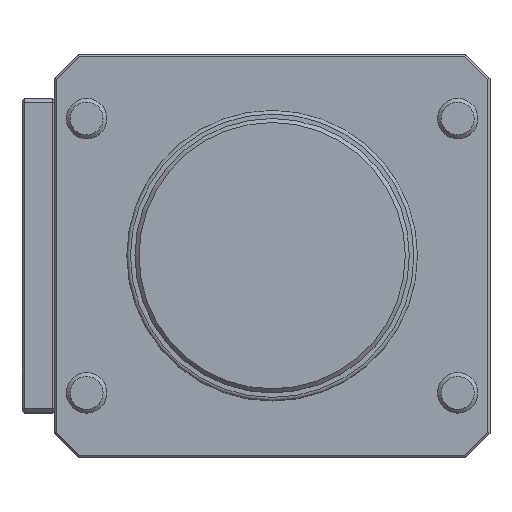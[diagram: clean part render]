
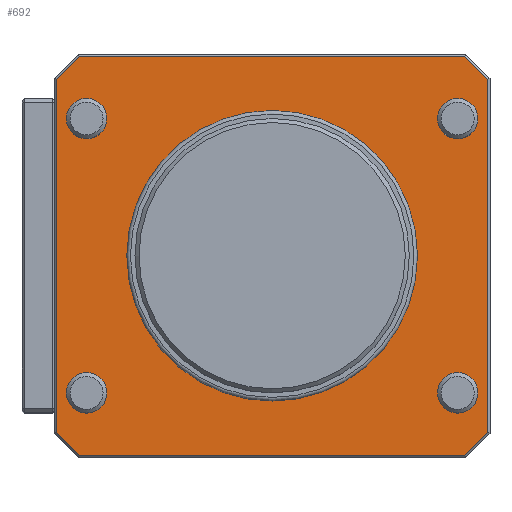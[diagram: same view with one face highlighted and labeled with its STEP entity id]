
A CAD part, top view. The second image highlights one B-rep face of the part: STEP entity #692.
In plain terms, the highlighted planar face has unit normal (0, 0, 1).
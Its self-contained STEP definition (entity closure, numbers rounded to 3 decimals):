
#107=LINE('',#3861,#325);
#111=LINE('',#3869,#329);
#112=LINE('',#3871,#330);
#114=LINE('',#3875,#332);
#132=LINE('',#3909,#350);
#188=LINE('',#4029,#406);
#198=LINE('',#4065,#416);
#203=LINE('',#4075,#421);
#325=VECTOR('',#2876,1.);
#329=VECTOR('',#2882,1.);
#330=VECTOR('',#2885,1.);
#332=VECTOR('',#2889,1.);
#350=VECTOR('',#2921,1.);
#406=VECTOR('',#3045,1.);
#416=VECTOR('',#3069,1.);
#421=VECTOR('',#3082,1.);
#527=FACE_BOUND('',#1111,.T.);
#528=FACE_BOUND('',#1112,.T.);
#529=FACE_BOUND('',#1113,.T.);
#530=FACE_BOUND('',#1114,.T.);
#531=FACE_BOUND('',#1115,.T.);
#532=FACE_BOUND('',#1116,.T.);
#692=ADVANCED_FACE('',(#527,#528,#529,#530,#531,#532),#855,.F.);
#855=PLANE('',#2618);
#1111=EDGE_LOOP('',(#1549));
#1112=EDGE_LOOP('',(#1550));
#1113=EDGE_LOOP('',(#1551));
#1114=EDGE_LOOP('',(#1552));
#1115=EDGE_LOOP('',(#1553));
#1116=EDGE_LOOP('',(#1554,#1555,#1556,#1557,#1558,#1559,#1560,#1561));
#1549=ORIENTED_EDGE('',*,*,#2270,.T.);
#1550=ORIENTED_EDGE('',*,*,#2271,.T.);
#1551=ORIENTED_EDGE('',*,*,#2272,.T.);
#1552=ORIENTED_EDGE('',*,*,#2273,.T.);
#1553=ORIENTED_EDGE('',*,*,#2274,.T.);
#1554=ORIENTED_EDGE('',*,*,#2269,.T.);
#1555=ORIENTED_EDGE('',*,*,#2264,.T.);
#1556=ORIENTED_EDGE('',*,*,#2167,.T.);
#1557=ORIENTED_EDGE('',*,*,#2165,.T.);
#1558=ORIENTED_EDGE('',*,*,#2164,.T.);
#1559=ORIENTED_EDGE('',*,*,#2185,.T.);
#1560=ORIENTED_EDGE('',*,*,#2160,.T.);
#1561=ORIENTED_EDGE('',*,*,#2250,.T.);
#1950=VERTEX_POINT('',#3855);
#1953=VERTEX_POINT('',#3860);
#1954=VERTEX_POINT('',#3864);
#1956=VERTEX_POINT('',#3868);
#1957=VERTEX_POINT('',#3872);
#1958=VERTEX_POINT('',#3876);
#1996=VERTEX_POINT('',#4028);
#2006=VERTEX_POINT('',#4066);
#2007=VERTEX_POINT('',#4078);
#2008=VERTEX_POINT('',#4080);
#2009=VERTEX_POINT('',#4082);
#2010=VERTEX_POINT('',#4084);
#2011=VERTEX_POINT('',#4086);
#2160=EDGE_CURVE('',#1950,#1953,#107,.T.);
#2164=EDGE_CURVE('',#1954,#1956,#111,.T.);
#2165=EDGE_CURVE('',#1957,#1954,#112,.T.);
#2167=EDGE_CURVE('',#1958,#1957,#114,.T.);
#2185=EDGE_CURVE('',#1956,#1950,#132,.T.);
#2250=EDGE_CURVE('',#1953,#1996,#188,.T.);
#2264=EDGE_CURVE('',#2006,#1958,#198,.T.);
#2269=EDGE_CURVE('',#1996,#2006,#203,.T.);
#2270=EDGE_CURVE('',#2007,#2007,#2438,.T.);
#2271=EDGE_CURVE('',#2008,#2008,#2439,.T.);
#2272=EDGE_CURVE('',#2009,#2009,#2440,.T.);
#2273=EDGE_CURVE('',#2010,#2010,#2441,.T.);
#2274=EDGE_CURVE('',#2011,#2011,#2442,.T.);
#2438=CIRCLE('',#2613,5.);
#2439=CIRCLE('',#2614,5.);
#2440=CIRCLE('',#2615,5.);
#2441=CIRCLE('',#2616,5.);
#2442=CIRCLE('',#2617,35.868);
#2613=AXIS2_PLACEMENT_3D('',#4077,#3085,#3086);
#2614=AXIS2_PLACEMENT_3D('',#4079,#3087,#3088);
#2615=AXIS2_PLACEMENT_3D('',#4081,#3089,#3090);
#2616=AXIS2_PLACEMENT_3D('',#4083,#3091,#3092);
#2617=AXIS2_PLACEMENT_3D('',#4085,#3093,#3094);
#2618=AXIS2_PLACEMENT_3D('',#4087,#3095,#3096);
#2876=DIRECTION('',(-0.707,-0.707,0.));
#2882=DIRECTION('',(-0.707,0.707,0.));
#2885=DIRECTION('',(0.,1.,0.));
#2889=DIRECTION('',(0.707,0.707,0.));
#2921=DIRECTION('',(-1.,0.,0.));
#3045=DIRECTION('',(0.,-1.,0.));
#3069=DIRECTION('',(1.,0.,0.));
#3082=DIRECTION('',(0.707,-0.707,0.));
#3085=DIRECTION('',(0.,0.,-1.));
#3086=DIRECTION('',(-1.,0.,0.));
#3087=DIRECTION('',(0.,0.,-1.));
#3088=DIRECTION('',(-1.,0.,0.));
#3089=DIRECTION('',(0.,0.,-1.));
#3090=DIRECTION('',(-1.,0.,0.));
#3091=DIRECTION('',(0.,0.,-1.));
#3092=DIRECTION('',(-1.,0.,0.));
#3093=DIRECTION('',(0.,0.,-1.));
#3094=DIRECTION('',(-1.,0.,0.));
#3095=DIRECTION('',(0.,0.,-1.));
#3096=DIRECTION('',(-1.,0.,0.));
#3855=CARTESIAN_POINT('',(-47.793,49.5,0.));
#3860=CARTESIAN_POINT('',(-53.5,43.793,0.));
#3861=CARTESIAN_POINT('',(-30.121,67.171,0.));
#3864=CARTESIAN_POINT('',(53.5,43.793,0.));
#3868=CARTESIAN_POINT('',(47.793,49.5,0.));
#3869=CARTESIAN_POINT('',(67.171,30.121,0.));
#3871=CARTESIAN_POINT('',(53.5,0.,0.));
#3872=CARTESIAN_POINT('',(53.5,-43.793,0.));
#3875=CARTESIAN_POINT('',(67.171,-30.121,0.));
#3876=CARTESIAN_POINT('',(47.793,-49.5,0.));
#3909=CARTESIAN_POINT('',(37.05,49.5,0.));
#4028=CARTESIAN_POINT('',(-53.5,-43.793,0.));
#4029=CARTESIAN_POINT('',(-53.5,0.,0.));
#4065=CARTESIAN_POINT('',(37.05,-49.5,0.));
#4066=CARTESIAN_POINT('',(-47.793,-49.5,0.));
#4075=CARTESIAN_POINT('',(-30.121,-67.171,0.));
#4077=CARTESIAN_POINT('',(46.,34.,0.));
#4078=CARTESIAN_POINT('',(41.,34.,0.));
#4079=CARTESIAN_POINT('',(-46.,-34.,0.));
#4080=CARTESIAN_POINT('',(-51.,-34.,0.));
#4081=CARTESIAN_POINT('',(-46.,34.,0.));
#4082=CARTESIAN_POINT('',(-51.,34.,0.));
#4083=CARTESIAN_POINT('',(46.,-34.,0.));
#4084=CARTESIAN_POINT('',(41.,-34.,0.));
#4085=CARTESIAN_POINT('',(0.,0.,0.));
#4086=CARTESIAN_POINT('',(-35.868,0.,0.));
#4087=CARTESIAN_POINT('',(37.05,0.,0.));
